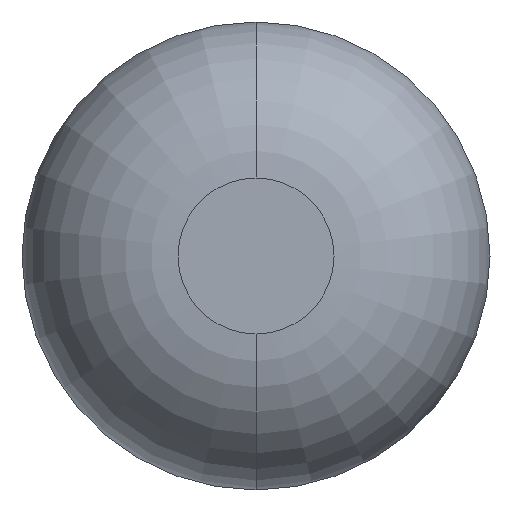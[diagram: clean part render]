
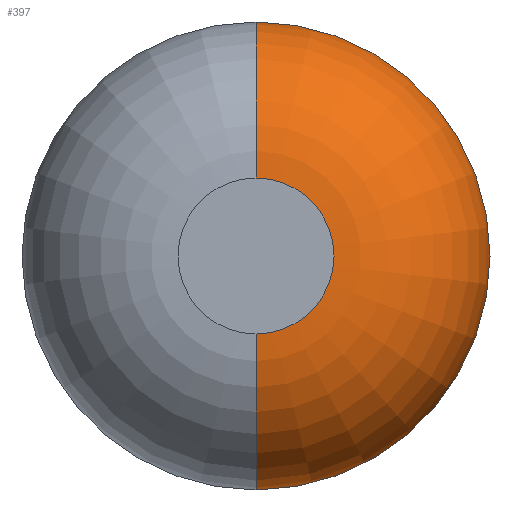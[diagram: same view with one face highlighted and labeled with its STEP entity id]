
A CAD part, front view. The second image highlights one B-rep face of the part: STEP entity #397.
In plain terms, the highlighted toroidal (fillet/blend) face has major radius 3.175 mm and minor radius 6.35 mm.
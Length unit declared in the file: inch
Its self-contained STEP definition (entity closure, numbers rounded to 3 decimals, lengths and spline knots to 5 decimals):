
#2 = ORIENTED_EDGE ( 'NONE', *, *, #218, .T. ) ;
#19 = DIRECTION ( 'NONE',  ( 0., -1., 0. ) ) ;
#26 = EDGE_CURVE ( 'NONE', #52, #62, #32, .T. ) ;
#32 = CIRCLE ( 'NONE', #387, 0.125 ) ;
#45 = DIRECTION ( 'NONE',  ( 0., 0., -1. ) ) ;
#47 = TOROIDAL_SURFACE ( 'NONE', #123, 0.125, 0.25 ) ;
#50 = DIRECTION ( 'NONE',  ( 0., 0., -1. ) ) ;
#52 = VERTEX_POINT ( 'NONE', #417 ) ;
#62 = VERTEX_POINT ( 'NONE', #493 ) ;
#66 = ORIENTED_EDGE ( 'NONE', *, *, #247, .F. ) ;
#80 = AXIS2_PLACEMENT_3D ( 'NONE', #474, #424, #50 ) ;
#107 = EDGE_LOOP ( 'NONE', ( #2, #358, #313, #66 ) ) ;
#113 = DIRECTION ( 'NONE',  ( 0., -1., 0. ) ) ;
#123 = AXIS2_PLACEMENT_3D ( 'NONE', #232, #113, #282 ) ;
#128 = AXIS2_PLACEMENT_3D ( 'NONE', #398, #19, #45 ) ;
#185 = CARTESIAN_POINT ( 'NONE',  ( 0., 0.25, -0.125 ) ) ;
#209 = CIRCLE ( 'NONE', #128, 0.375 ) ;
#218 = EDGE_CURVE ( 'NONE', #352, #263, #209, .T. ) ;
#219 = CARTESIAN_POINT ( 'NONE',  ( 0., 0.25, 0.375 ) ) ;
#230 = DIRECTION ( 'NONE',  ( 0., -1., 0. ) ) ;
#232 = CARTESIAN_POINT ( 'NONE',  ( 0., 0.25, 0. ) ) ;
#247 = EDGE_CURVE ( 'NONE', #352, #52, #456, .T. ) ;
#251 = CARTESIAN_POINT ( 'NONE',  ( 0., 0.25, -0.375 ) ) ;
#263 = VERTEX_POINT ( 'NONE', #219 ) ;
#282 = DIRECTION ( 'NONE',  ( 0., 0., -1. ) ) ;
#313 = ORIENTED_EDGE ( 'NONE', *, *, #26, .F. ) ;
#317 = CARTESIAN_POINT ( 'NONE',  ( 0., 0., 0. ) ) ;
#324 = CIRCLE ( 'NONE', #80, 0.25 ) ;
#334 = AXIS2_PLACEMENT_3D ( 'NONE', #185, #433, #515 ) ;
#352 = VERTEX_POINT ( 'NONE', #251 ) ;
#354 = DIRECTION ( 'NONE',  ( 0., 0., -1. ) ) ;
#358 = ORIENTED_EDGE ( 'NONE', *, *, #542, .T. ) ;
#387 = AXIS2_PLACEMENT_3D ( 'NONE', #317, #230, #354 ) ;
#397 = ADVANCED_FACE ( 'NONE', ( #409 ), #47, .T. ) ;
#398 = CARTESIAN_POINT ( 'NONE',  ( 0., 0.25, 0. ) ) ;
#409 = FACE_OUTER_BOUND ( 'NONE', #107, .T. ) ;
#417 = CARTESIAN_POINT ( 'NONE',  ( 0., 0., -0.125 ) ) ;
#424 = DIRECTION ( 'NONE',  ( 1., 0., 0. ) ) ;
#433 = DIRECTION ( 'NONE',  ( -1., 0., 0. ) ) ;
#456 = CIRCLE ( 'NONE', #334, 0.25 ) ;
#474 = CARTESIAN_POINT ( 'NONE',  ( 0., 0.25, 0.125 ) ) ;
#493 = CARTESIAN_POINT ( 'NONE',  ( 0., 0., 0.125 ) ) ;
#515 = DIRECTION ( 'NONE',  ( 0., 0., 1. ) ) ;
#542 = EDGE_CURVE ( 'NONE', #263, #62, #324, .T. ) ;
